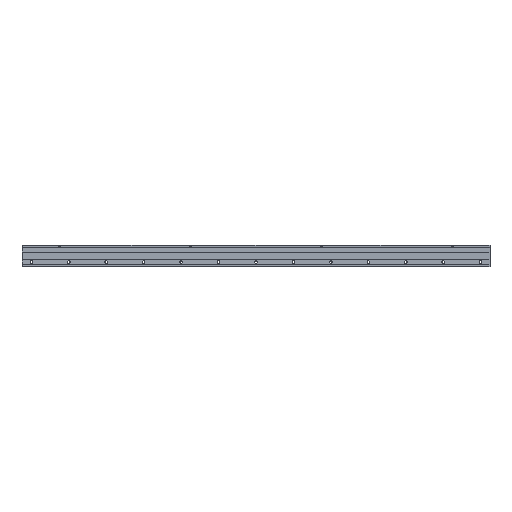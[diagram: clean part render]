
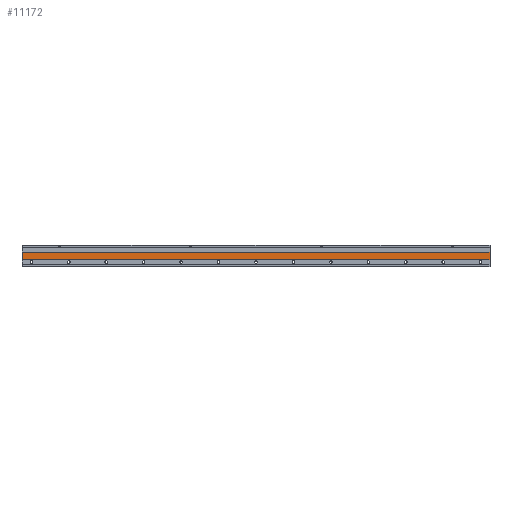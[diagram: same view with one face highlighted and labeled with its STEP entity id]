
A CAD part, front view. The second image highlights one B-rep face of the part: STEP entity #11172.
In plain terms, the highlighted planar face has unit normal (0, -1, 0).
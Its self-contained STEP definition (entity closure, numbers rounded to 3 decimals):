
#416 = DIRECTION ( 'NONE',  ( 0., 0., -1. ) ) ;
#470 = LINE ( 'NONE', #4515, #9774 ) ;
#640 = CARTESIAN_POINT ( 'NONE',  ( 2550., 0., 124.666 ) ) ;
#844 = FACE_OUTER_BOUND ( 'NONE', #11005, .T. ) ;
#1142 = CARTESIAN_POINT ( 'NONE',  ( 2550., 0., -46.654 ) ) ;
#2230 = LINE ( 'NONE', #4215, #10624 ) ;
#3133 = ORIENTED_EDGE ( 'NONE', *, *, #4332, .T. ) ;
#3584 = DIRECTION ( 'NONE',  ( -1., 0., 0. ) ) ;
#4215 = CARTESIAN_POINT ( 'NONE',  ( 5000., 0., -6.854 ) ) ;
#4332 = EDGE_CURVE ( 'NONE', #9164, #5772, #12334, .T. ) ;
#4515 = CARTESIAN_POINT ( 'NONE',  ( 5000., 0., -46.654 ) ) ;
#4593 = VERTEX_POINT ( 'NONE', #1142 ) ;
#4675 = LINE ( 'NONE', #640, #8455 ) ;
#5441 = CARTESIAN_POINT ( 'NONE',  ( 50., 0., 86.602 ) ) ;
#5772 = VERTEX_POINT ( 'NONE', #12242 ) ;
#6328 = AXIS2_PLACEMENT_3D ( 'NONE', #12673, #9779, #10693 ) ;
#7454 = ORIENTED_EDGE ( 'NONE', *, *, #9132, .F. ) ;
#7632 = CARTESIAN_POINT ( 'NONE',  ( 2550., 0., -6.854 ) ) ;
#7856 = EDGE_CURVE ( 'NONE', #8670, #9164, #2230, .T. ) ;
#7917 = DIRECTION ( 'NONE',  ( 0., 0., 1. ) ) ;
#8250 = DIRECTION ( 'NONE',  ( -1., 0., 0. ) ) ;
#8455 = VECTOR ( 'NONE', #7917, 1000. ) ;
#8670 = VERTEX_POINT ( 'NONE', #7632 ) ;
#8714 = PLANE ( 'NONE',  #6328 ) ;
#9132 = EDGE_CURVE ( 'NONE', #4593, #5772, #470, .T. ) ;
#9164 = VERTEX_POINT ( 'NONE', #11521 ) ;
#9514 = ORIENTED_EDGE ( 'NONE', *, *, #11219, .T. ) ;
#9774 = VECTOR ( 'NONE', #3584, 1000. ) ;
#9779 = DIRECTION ( 'NONE',  ( 0., 1., 0. ) ) ;
#10624 = VECTOR ( 'NONE', #8250, 1000. ) ;
#10693 = DIRECTION ( 'NONE',  ( 0., 0., 1. ) ) ;
#11005 = EDGE_LOOP ( 'NONE', ( #3133, #7454, #9514, #12913 ) ) ;
#11172 = ADVANCED_FACE ( 'NONE', ( #844 ), #8714, .F. ) ;
#11219 = EDGE_CURVE ( 'NONE', #4593, #8670, #4675, .T. ) ;
#11469 = VECTOR ( 'NONE', #416, 1000. ) ;
#11521 = CARTESIAN_POINT ( 'NONE',  ( 50., 0., -6.854 ) ) ;
#12242 = CARTESIAN_POINT ( 'NONE',  ( 50., 0., -46.654 ) ) ;
#12334 = LINE ( 'NONE', #5441, #11469 ) ;
#12673 = CARTESIAN_POINT ( 'NONE',  ( 5000., 0., -84.504 ) ) ;
#12913 = ORIENTED_EDGE ( 'NONE', *, *, #7856, .T. ) ;
